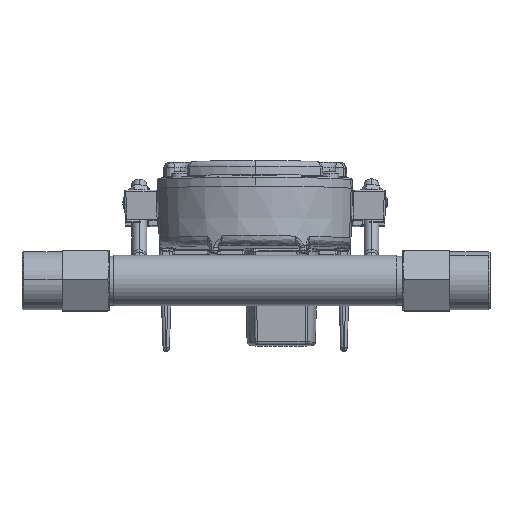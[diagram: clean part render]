
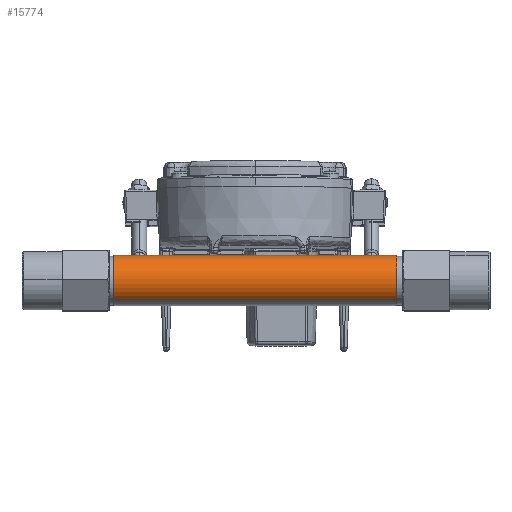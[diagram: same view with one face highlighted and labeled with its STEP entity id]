
A CAD part, left-side view. The second image highlights one B-rep face of the part: STEP entity #15774.
In plain terms, the highlighted cylindrical face has radius 13.5 mm (diameter 27 mm), a partial arc.
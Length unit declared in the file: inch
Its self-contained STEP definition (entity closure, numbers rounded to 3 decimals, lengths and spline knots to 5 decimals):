
#454 = DIRECTION ( 'NONE',  ( 0., 1., 0. ) ) ;
#803 = VERTEX_POINT ( 'NONE', #24147 ) ;
#1372 = CARTESIAN_POINT ( 'NONE',  ( -8.44838, 3.1921, 3.69664 ) ) ;
#2359 = VERTEX_POINT ( 'NONE', #10303 ) ;
#2477 = ORIENTED_EDGE ( 'NONE', *, *, #13090, .T. ) ;
#2712 = CARTESIAN_POINT ( 'NONE',  ( -9.17721, -2.75279, 2.92284 ) ) ;
#4122 = CIRCLE ( 'NONE', #17917, 0.5315 ) ;
#5123 = EDGE_CURVE ( 'NONE', #19785, #2359, #16550, .T. ) ;
#6019 = LINE ( 'NONE', #6267, #14839 ) ;
#6267 = CARTESIAN_POINT ( 'NONE',  ( -8.44838, 0.21966, 3.69664 ) ) ;
#7883 = DIRECTION ( 'NONE',  ( 0., 1., 0. ) ) ;
#8033 = DIRECTION ( 'NONE',  ( 0., 1., 0. ) ) ;
#8944 = EDGE_LOOP ( 'NONE', ( #16886, #10984, #11089, #2477 ) ) ;
#9281 = VERTEX_POINT ( 'NONE', #1372 ) ;
#9737 = FACE_OUTER_BOUND ( 'NONE', #8944, .T. ) ;
#10120 = DIRECTION ( 'NONE',  ( 0., 1., 0. ) ) ;
#10129 = AXIS2_PLACEMENT_3D ( 'NONE', #15786, #7883, #15421 ) ;
#10140 = LINE ( 'NONE', #23059, #17990 ) ;
#10303 = CARTESIAN_POINT ( 'NONE',  ( -8.44838, -2.75279, 3.69664 ) ) ;
#10984 = ORIENTED_EDGE ( 'NONE', *, *, #5123, .T. ) ;
#11089 = ORIENTED_EDGE ( 'NONE', *, *, #19990, .T. ) ;
#11855 = DIRECTION ( 'NONE',  ( 0.686, 0., 0.728 ) ) ;
#13090 = EDGE_CURVE ( 'NONE', #9281, #803, #4122, .T. ) ;
#14676 = DIRECTION ( 'NONE',  ( 0., -1., 0. ) ) ;
#14839 = VECTOR ( 'NONE', #454, 39.37008 ) ;
#15037 = DIRECTION ( 'NONE',  ( 0.686, 0., 0.728 ) ) ;
#15387 = EDGE_CURVE ( 'NONE', #19785, #803, #10140, .T. ) ;
#15421 = DIRECTION ( 'NONE',  ( 0.686, 0., 0.728 ) ) ;
#15774 = ADVANCED_FACE ( 'NONE', ( #9737 ), #17259, .T. ) ;
#15786 = CARTESIAN_POINT ( 'NONE',  ( -8.8128, 0.21966, 3.30974 ) ) ;
#16550 = CIRCLE ( 'NONE', #16944, 0.5315 ) ;
#16636 = CARTESIAN_POINT ( 'NONE',  ( -8.8128, 3.1921, 3.30974 ) ) ;
#16886 = ORIENTED_EDGE ( 'NONE', *, *, #15387, .F. ) ;
#16944 = AXIS2_PLACEMENT_3D ( 'NONE', #17515, #10120, #11855 ) ;
#17259 = CYLINDRICAL_SURFACE ( 'NONE', #10129, 0.5315 ) ;
#17515 = CARTESIAN_POINT ( 'NONE',  ( -8.8128, -2.75279, 3.30974 ) ) ;
#17917 = AXIS2_PLACEMENT_3D ( 'NONE', #16636, #14676, #15037 ) ;
#17990 = VECTOR ( 'NONE', #8033, 39.37008 ) ;
#19785 = VERTEX_POINT ( 'NONE', #2712 ) ;
#19990 = EDGE_CURVE ( 'NONE', #2359, #9281, #6019, .T. ) ;
#23059 = CARTESIAN_POINT ( 'NONE',  ( -9.17721, 0.21966, 2.92284 ) ) ;
#24147 = CARTESIAN_POINT ( 'NONE',  ( -9.17721, 3.1921, 2.92284 ) ) ;
